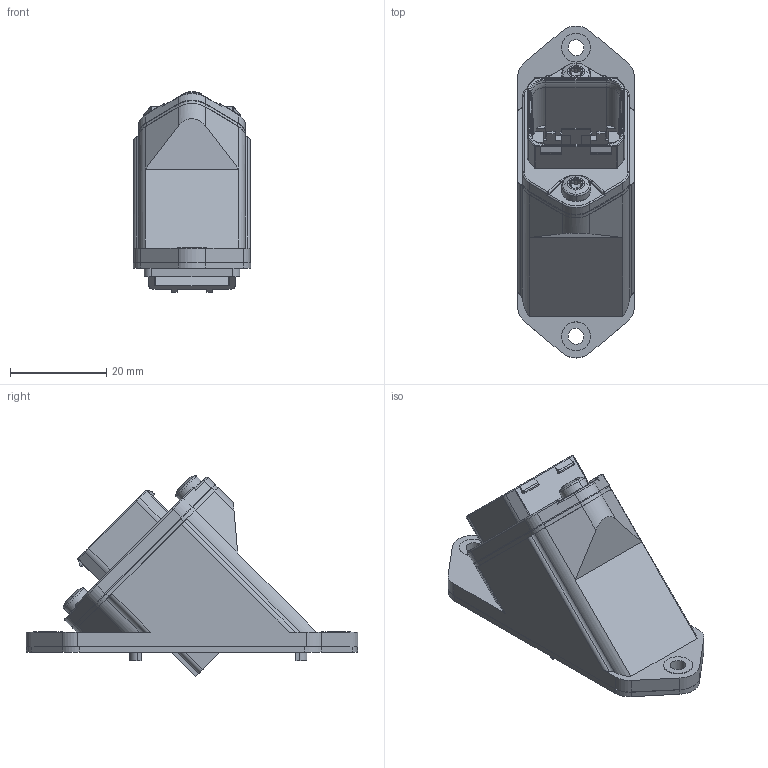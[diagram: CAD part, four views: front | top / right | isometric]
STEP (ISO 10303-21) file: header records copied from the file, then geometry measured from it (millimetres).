
FILE_DESCRIPTION(('CATIA V5 STEP Exchange','CAx-IF Rec.Pracs.--- Model Styling and Organization---1.4--- 2014-01-23'),'2;1');
FILE_NAME ('010813-3_0', '2022-02-22T14:56:12+00:00', ('none'), ('Weidmueller'), 'CATIA Version 5-6 Release 2016 SP3 HF44', 'CATIA V5 STEP AP214', 'none');
FILE_SCHEMA(('AUTOMOTIVE_DESIGN { 1 0 10303 214 1 1 1 1 }'));
Products named in the file (1): 1296710000
Bounding box: 24.4 x 69 x 41.77 mm (x, y, z)
Volume: 14820.5 mm3; surface area: 17221.8 mm2
Topology: 7 solids, 7 shells, 1879 faces, 4913 edges, 3044 vertices
Faces by surface type: bspline 882, plane 452, cylinder 363, cone 104, torus 60, sphere 16, extrusion 2
Entity records: 96371 total; most frequent: CARTESIAN_POINT 61801, ORIENTED_EDGE 9786, EDGE_CURVE 4893, DIRECTION 3772, VERTEX_POINT 3044, EDGE_LOOP 1927, ADVANCED_FACE 1879, FACE_OUTER_BOUND 1879
